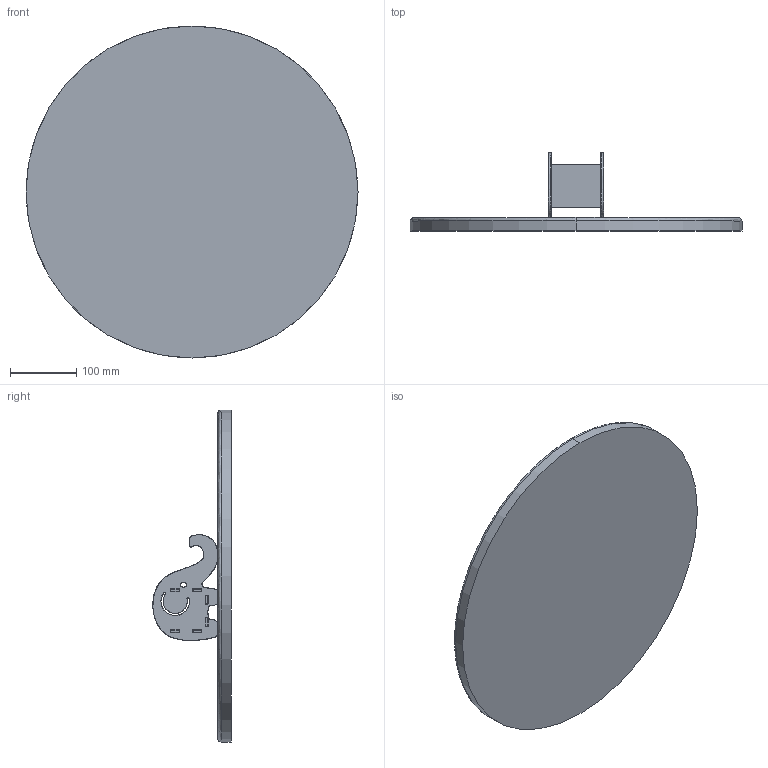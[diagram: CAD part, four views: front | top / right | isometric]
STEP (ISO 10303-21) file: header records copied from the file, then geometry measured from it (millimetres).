
FILE_DESCRIPTION (( 'STEP AP214' ), '1' );
FILE_NAME ('STEP_Laser-Cut_Elephant_Stand_modify.STEP', '2020-08-07T21:46:23', ( '' ), ( '' ), 'SwSTEP 2.0', 'SolidWorks 2016', '' );
FILE_SCHEMA (( 'AUTOMOTIVE_DESIGN' ));
Length unit declared in the file: millimetre
Products named in the file (5): Laser-Cut_Elephant_Stand_(table); Laser-Cut_Elephant_Stand_(part1); STEP_Laser-Cut_Elephant_Stand_modify; Laser-Cut_Elephant_Stand_(part2); Laser-Cut_Elephant_Stand_(part3)
Assembly tree (6 placements, depth 2):
  STEP_Laser-Cut_Elephant_Stand_modify
    Laser-Cut_Elephant_Stand_(part3)
    Laser-Cut_Elephant_Stand_(part1)  x2
    Laser-Cut_Elephant_Stand_(part2)  x2
    Laser-Cut_Elephant_Stand_(table)
Bounding box: 500 x 118.13 x 500 mm (x, y, z)
Volume: 4056517.1 mm3; surface area: 498415.8 mm2
Topology: 6 solids, 6 shells, 748 faces, 1742 edges, 934 vertices
Faces by surface type: cylinder 346, bspline 282, plane 120
Entity records: 25082 total; most frequent: CARTESIAN_POINT 11100, ORIENTED_EDGE 1944, DIRECTION 1862, EDGE_CURVE 972, AXIS2_PLACEMENT_3D 727, VERTEX_POINT 542, EDGE_LOOP 454, UNCERTAINTY_MEASURE_WITH_UNIT 449
